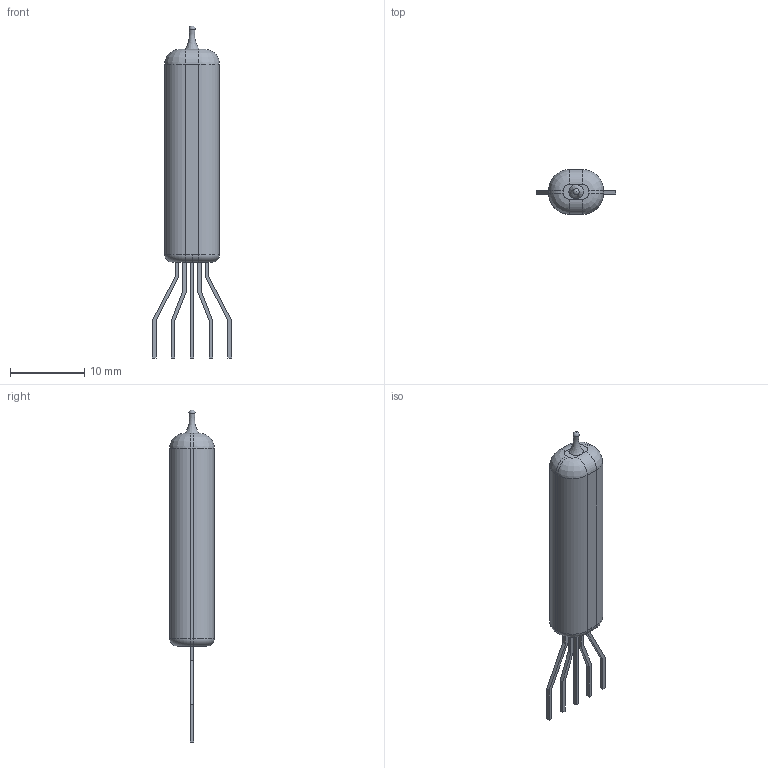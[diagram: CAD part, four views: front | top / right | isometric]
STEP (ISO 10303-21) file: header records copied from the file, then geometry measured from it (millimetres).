
FILE_DESCRIPTION(('FreeCAD Model'),'2;1');
FILE_NAME('VALVE-MINI_PENTODE_LINEAR.step','2017-03-13T20:54:28',('kicad StepUp'),( 'ksu MCAD'),'Open CASCADE STEP processor 6.8','FreeCAD','Unknown');
FILE_SCHEMA(('AUTOMOTIVE_DESIGN_CC2 { 1 2 10303 214 -1 1 5 4 }'));
Length unit declared in the file: millimetre
Products named in the file (1): VALVE-MINI_PENTODE_LINEAR
Bounding box: 10.66 x 5.99 x 44.62 mm (x, y, z)
Volume: 1067.2 mm3; surface area: 808.9 mm2
Topology: 1 solids, 1 shells, 74 faces, 181 edges, 114 vertices
Faces by surface type: plane 49, cylinder 15, revolution 5, torus 4, sphere 1
Full cylindrical faces by diameter (mm): 0.005 x1
Entity records: 1692 total; most frequent: CARTESIAN_POINT 342, ORIENTED_EDGE 270, EDGE_CURVE 181, LINE 140, VERTEX_POINT 114, AXIS2_PLACEMENT_3D 107, FACE_BOUND 79, EDGE_LOOP 79
